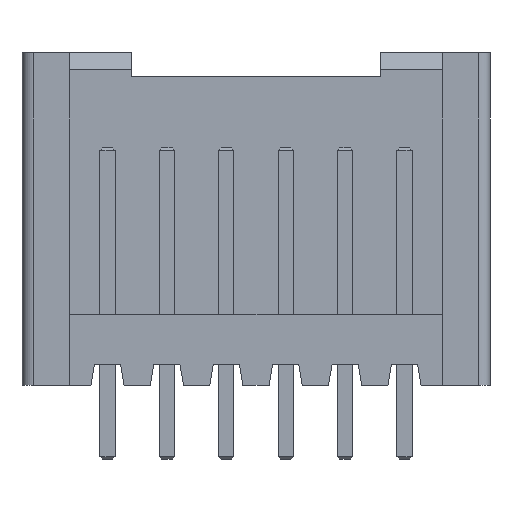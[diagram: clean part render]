
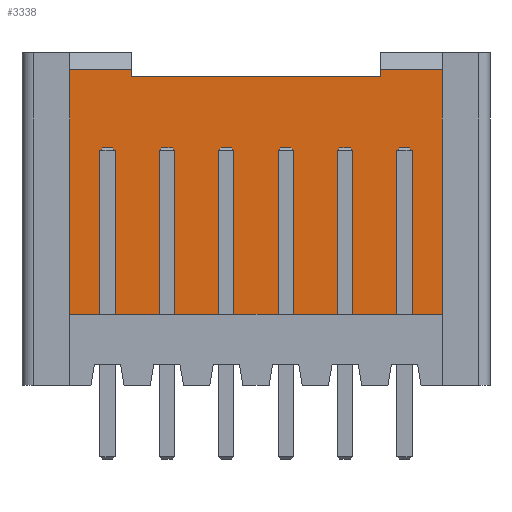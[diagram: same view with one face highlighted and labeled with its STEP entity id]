
A CAD part, front view. The second image highlights one B-rep face of the part: STEP entity #3338.
In plain terms, the highlighted planar face has unit normal (0, -1, 0).
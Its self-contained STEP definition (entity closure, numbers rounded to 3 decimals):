
#270 = PLANE('',#271);
#271 = AXIS2_PLACEMENT_3D('',#272,#273,#274);
#272 = CARTESIAN_POINT('',(15.3,3.1,13.65));
#273 = DIRECTION('',(0.,0.707,-0.707)
);
#274 = DIRECTION('',(1.,0.,0.));
#296 = PLANE('',#297);
#297 = AXIS2_PLACEMENT_3D('',#298,#299,#300);
#298 = CARTESIAN_POINT('',(1.,3.75,13.));
#299 = DIRECTION('',(-1.,0.,0.));
#300 = DIRECTION('',(0.,0.,1.));
#402 = PLANE('',#403);
#403 = AXIS2_PLACEMENT_3D('',#404,#405,#406);
#404 = CARTESIAN_POINT('',(11.5,3.75,13.));
#405 = DIRECTION('',(0.,0.,-1.));
#406 = DIRECTION('',(-1.,0.,0.));
#430 = PLANE('',#431);
#431 = AXIS2_PLACEMENT_3D('',#432,#433,#434);
#432 = CARTESIAN_POINT('',(11.5,3.75,14.));
#433 = DIRECTION('',(1.,0.,0.));
#434 = DIRECTION('',(0.,0.,-1.));
#1173 = VERTEX_POINT('',#1174);
#1174 = CARTESIAN_POINT('',(1.,2.75,13.));
#1195 = EDGE_CURVE('',#1173,#1196,#1198,.T.);
#1196 = VERTEX_POINT('',#1197);
#1197 = CARTESIAN_POINT('',(1.,2.75,13.3));
#1198 = SURFACE_CURVE('',#1199,(#1203,#1209),.PCURVE_S1.);
#1199 = LINE('',#1200,#1201);
#1200 = CARTESIAN_POINT('',(1.,2.75,13.5));
#1201 = VECTOR('',#1202,1.);
#1202 = DIRECTION('',(0.,0.,1.));
#1203 = PCURVE('',#296,#1204);
#1204 = DEFINITIONAL_REPRESENTATION('',(#1205),#1208);
#1205 = B_SPLINE_CURVE_WITH_KNOTS('',1,(#1206,#1207),.UNSPECIFIED.,.F.,
.F.,(2,2),(-0.6,0.6),.PIECEWISE_BEZIER_KNOTS.);
#1206 = CARTESIAN_POINT('',(-0.1,-1.));
#1207 = CARTESIAN_POINT('',(1.1,-1.));
#1208 = ( GEOMETRIC_REPRESENTATION_CONTEXT(2)
PARAMETRIC_REPRESENTATION_CONTEXT() REPRESENTATION_CONTEXT('2D SPACE',''
) );
#1209 = PCURVE('',#1210,#1215);
#1210 = PLANE('',#1211);
#1211 = AXIS2_PLACEMENT_3D('',#1212,#1213,#1214);
#1212 = CARTESIAN_POINT('',(15.3,2.75,14.));
#1213 = DIRECTION('',(0.,1.,0.));
#1214 = DIRECTION('',(-1.,0.,0.));
#1215 = DEFINITIONAL_REPRESENTATION('',(#1216),#1219);
#1216 = B_SPLINE_CURVE_WITH_KNOTS('',1,(#1217,#1218),.UNSPECIFIED.,.F.,
.F.,(2,2),(-0.6,0.6),.PIECEWISE_BEZIER_KNOTS.);
#1217 = CARTESIAN_POINT('',(14.3,-1.1));
#1218 = CARTESIAN_POINT('',(14.3,0.1));
#1219 = ( GEOMETRIC_REPRESENTATION_CONTEXT(2)
PARAMETRIC_REPRESENTATION_CONTEXT() REPRESENTATION_CONTEXT('2D SPACE',''
) );
#1247 = VERTEX_POINT('',#1248);
#1248 = CARTESIAN_POINT('',(-2.8,2.75,13.3));
#1269 = EDGE_CURVE('',#1196,#1247,#1270,.T.);
#1270 = SURFACE_CURVE('',#1271,(#1275,#1282),.PCURVE_S1.);
#1271 = LINE('',#1272,#1273);
#1272 = CARTESIAN_POINT('',(15.3,2.75,13.3));
#1273 = VECTOR('',#1274,1.);
#1274 = DIRECTION('',(-1.,0.,0.));
#1275 = PCURVE('',#270,#1276);
#1276 = DEFINITIONAL_REPRESENTATION('',(#1277),#1281);
#1277 = LINE('',#1278,#1279);
#1278 = CARTESIAN_POINT('',(-0.,0.495));
#1279 = VECTOR('',#1280,1.);
#1280 = DIRECTION('',(-1.,0.));
#1281 = ( GEOMETRIC_REPRESENTATION_CONTEXT(2)
PARAMETRIC_REPRESENTATION_CONTEXT() REPRESENTATION_CONTEXT('2D SPACE',''
) );
#1282 = PCURVE('',#1210,#1283);
#1283 = DEFINITIONAL_REPRESENTATION('',(#1284),#1288);
#1284 = LINE('',#1285,#1286);
#1285 = CARTESIAN_POINT('',(0.,-0.7));
#1286 = VECTOR('',#1287,1.);
#1287 = DIRECTION('',(1.,0.));
#1288 = ( GEOMETRIC_REPRESENTATION_CONTEXT(2)
PARAMETRIC_REPRESENTATION_CONTEXT() REPRESENTATION_CONTEXT('2D SPACE',''
) );
#1332 = PLANE('',#1333);
#1333 = AXIS2_PLACEMENT_3D('',#1334,#1335,#1336);
#1334 = CARTESIAN_POINT('',(-2.8,2.75,14.));
#1335 = DIRECTION('',(-1.,0.,0.));
#1336 = DIRECTION('',(0.,-1.,0.));
#1416 = PLANE('',#1417);
#1417 = AXIS2_PLACEMENT_3D('',#1418,#1419,#1420);
#1418 = CARTESIAN_POINT('',(6.25,0.,3.));
#1419 = DIRECTION('',(0.,0.,1.));
#1420 = DIRECTION('',(1.,0.,0.));
#3086 = PLANE('',#3087);
#3087 = AXIS2_PLACEMENT_3D('',#3088,#3089,#3090);
#3088 = CARTESIAN_POINT('',(15.3,3.1,13.65));
#3089 = DIRECTION('',(0.,0.707,-0.707
));
#3090 = DIRECTION('',(1.,0.,0.));
#3252 = VERTEX_POINT('',#3253);
#3253 = CARTESIAN_POINT('',(11.5,2.75,13.3));
#3272 = EDGE_CURVE('',#3252,#3273,#3275,.T.);
#3273 = VERTEX_POINT('',#3274);
#3274 = CARTESIAN_POINT('',(11.5,2.75,13.));
#3275 = SURFACE_CURVE('',#3276,(#3280,#3286),.PCURVE_S1.);
#3276 = LINE('',#3277,#3278);
#3277 = CARTESIAN_POINT('',(11.5,2.75,14.));
#3278 = VECTOR('',#3279,1.);
#3279 = DIRECTION('',(0.,0.,-1.));
#3280 = PCURVE('',#430,#3281);
#3281 = DEFINITIONAL_REPRESENTATION('',(#3282),#3285);
#3282 = B_SPLINE_CURVE_WITH_KNOTS('',1,(#3283,#3284),.UNSPECIFIED.,.F.,
.F.,(2,2),(-0.1,1.1),.PIECEWISE_BEZIER_KNOTS.);
#3283 = CARTESIAN_POINT('',(-0.1,-1.));
#3284 = CARTESIAN_POINT('',(1.1,-1.));
#3285 = ( GEOMETRIC_REPRESENTATION_CONTEXT(2)
PARAMETRIC_REPRESENTATION_CONTEXT() REPRESENTATION_CONTEXT('2D SPACE',''
) );
#3286 = PCURVE('',#1210,#3287);
#3287 = DEFINITIONAL_REPRESENTATION('',(#3288),#3291);
#3288 = B_SPLINE_CURVE_WITH_KNOTS('',1,(#3289,#3290),.UNSPECIFIED.,.F.,
.F.,(2,2),(-0.1,1.1),.PIECEWISE_BEZIER_KNOTS.);
#3289 = CARTESIAN_POINT('',(3.8,0.1));
#3290 = CARTESIAN_POINT('',(3.8,-1.1));
#3291 = ( GEOMETRIC_REPRESENTATION_CONTEXT(2)
PARAMETRIC_REPRESENTATION_CONTEXT() REPRESENTATION_CONTEXT('2D SPACE',''
) );
#3319 = EDGE_CURVE('',#3273,#1173,#3320,.T.);
#3320 = SURFACE_CURVE('',#3321,(#3325,#3331),.PCURVE_S1.);
#3321 = LINE('',#3322,#3323);
#3322 = CARTESIAN_POINT('',(13.4,2.75,13.));
#3323 = VECTOR('',#3324,1.);
#3324 = DIRECTION('',(-1.,0.,0.));
#3325 = PCURVE('',#402,#3326);
#3326 = DEFINITIONAL_REPRESENTATION('',(#3327),#3330);
#3327 = B_SPLINE_CURVE_WITH_KNOTS('',1,(#3328,#3329),.UNSPECIFIED.,.F.,
.F.,(2,2),(0.85,13.45),.PIECEWISE_BEZIER_KNOTS.);
#3328 = CARTESIAN_POINT('',(-1.05,-1.));
#3329 = CARTESIAN_POINT('',(11.55,-1.));
#3330 = ( GEOMETRIC_REPRESENTATION_CONTEXT(2)
PARAMETRIC_REPRESENTATION_CONTEXT() REPRESENTATION_CONTEXT('2D SPACE',''
) );
#3331 = PCURVE('',#1210,#3332);
#3332 = DEFINITIONAL_REPRESENTATION('',(#3333),#3336);
#3333 = B_SPLINE_CURVE_WITH_KNOTS('',1,(#3334,#3335),.UNSPECIFIED.,.F.,
.F.,(2,2),(0.85,13.45),.PIECEWISE_BEZIER_KNOTS.);
#3334 = CARTESIAN_POINT('',(2.75,-1.));
#3335 = CARTESIAN_POINT('',(15.35,-1.));
#3336 = ( GEOMETRIC_REPRESENTATION_CONTEXT(2)
PARAMETRIC_REPRESENTATION_CONTEXT() REPRESENTATION_CONTEXT('2D SPACE',''
) );
#3338 = ADVANCED_FACE('',(#3339),#1210,.F.);
#3339 = FACE_BOUND('',#3340,.F.);
#3340 = EDGE_LOOP('',(#3341,#3364,#3392,#3415,#3436,#3437,#3438,#3439));
#3341 = ORIENTED_EDGE('',*,*,#3342,.F.);
#3342 = EDGE_CURVE('',#3343,#3252,#3345,.T.);
#3343 = VERTEX_POINT('',#3344);
#3344 = CARTESIAN_POINT('',(15.3,2.75,13.3));
#3345 = SURFACE_CURVE('',#3346,(#3350,#3357),.PCURVE_S1.);
#3346 = LINE('',#3347,#3348);
#3347 = CARTESIAN_POINT('',(15.3,2.75,13.3));
#3348 = VECTOR('',#3349,1.);
#3349 = DIRECTION('',(-1.,0.,0.));
#3350 = PCURVE('',#1210,#3351);
#3351 = DEFINITIONAL_REPRESENTATION('',(#3352),#3356);
#3352 = LINE('',#3353,#3354);
#3353 = CARTESIAN_POINT('',(0.,-0.7));
#3354 = VECTOR('',#3355,1.);
#3355 = DIRECTION('',(1.,0.));
#3356 = ( GEOMETRIC_REPRESENTATION_CONTEXT(2)
PARAMETRIC_REPRESENTATION_CONTEXT() REPRESENTATION_CONTEXT('2D SPACE',''
) );
#3357 = PCURVE('',#3086,#3358);
#3358 = DEFINITIONAL_REPRESENTATION('',(#3359),#3363);
#3359 = LINE('',#3360,#3361);
#3360 = CARTESIAN_POINT('',(-0.,0.495));
#3361 = VECTOR('',#3362,1.);
#3362 = DIRECTION('',(-1.,0.));
#3363 = ( GEOMETRIC_REPRESENTATION_CONTEXT(2)
PARAMETRIC_REPRESENTATION_CONTEXT() REPRESENTATION_CONTEXT('2D SPACE',''
) );
#3364 = ORIENTED_EDGE('',*,*,#3365,.T.);
#3365 = EDGE_CURVE('',#3343,#3366,#3368,.T.);
#3366 = VERTEX_POINT('',#3367);
#3367 = CARTESIAN_POINT('',(15.3,2.75,3.));
#3368 = SURFACE_CURVE('',#3369,(#3373,#3380),.PCURVE_S1.);
#3369 = LINE('',#3370,#3371);
#3370 = CARTESIAN_POINT('',(15.3,2.75,14.));
#3371 = VECTOR('',#3372,1.);
#3372 = DIRECTION('',(-0.,-0.,-1.));
#3373 = PCURVE('',#1210,#3374);
#3374 = DEFINITIONAL_REPRESENTATION('',(#3375),#3379);
#3375 = LINE('',#3376,#3377);
#3376 = CARTESIAN_POINT('',(0.,0.));
#3377 = VECTOR('',#3378,1.);
#3378 = DIRECTION('',(0.,-1.));
#3379 = ( GEOMETRIC_REPRESENTATION_CONTEXT(2)
PARAMETRIC_REPRESENTATION_CONTEXT() REPRESENTATION_CONTEXT('2D SPACE',''
) );
#3380 = PCURVE('',#3381,#3386);
#3381 = PLANE('',#3382);
#3382 = AXIS2_PLACEMENT_3D('',#3383,#3384,#3385);
#3383 = CARTESIAN_POINT('',(15.3,-2.75,14.));
#3384 = DIRECTION('',(1.,0.,0.));
#3385 = DIRECTION('',(0.,1.,0.));
#3386 = DEFINITIONAL_REPRESENTATION('',(#3387),#3391);
#3387 = LINE('',#3388,#3389);
#3388 = CARTESIAN_POINT('',(5.5,0.));
#3389 = VECTOR('',#3390,1.);
#3390 = DIRECTION('',(0.,-1.));
#3391 = ( GEOMETRIC_REPRESENTATION_CONTEXT(2)
PARAMETRIC_REPRESENTATION_CONTEXT() REPRESENTATION_CONTEXT('2D SPACE',''
) );
#3392 = ORIENTED_EDGE('',*,*,#3393,.T.);
#3393 = EDGE_CURVE('',#3366,#3394,#3396,.T.);
#3394 = VERTEX_POINT('',#3395);
#3395 = CARTESIAN_POINT('',(-2.8,2.75,3.));
#3396 = SURFACE_CURVE('',#3397,(#3401,#3408),.PCURVE_S1.);
#3397 = LINE('',#3398,#3399);
#3398 = CARTESIAN_POINT('',(15.3,2.75,3.));
#3399 = VECTOR('',#3400,1.);
#3400 = DIRECTION('',(-1.,0.,0.));
#3401 = PCURVE('',#1210,#3402);
#3402 = DEFINITIONAL_REPRESENTATION('',(#3403),#3407);
#3403 = LINE('',#3404,#3405);
#3404 = CARTESIAN_POINT('',(0.,-11.));
#3405 = VECTOR('',#3406,1.);
#3406 = DIRECTION('',(1.,0.));
#3407 = ( GEOMETRIC_REPRESENTATION_CONTEXT(2)
PARAMETRIC_REPRESENTATION_CONTEXT() REPRESENTATION_CONTEXT('2D SPACE',''
) );
#3408 = PCURVE('',#1416,#3409);
#3409 = DEFINITIONAL_REPRESENTATION('',(#3410),#3414);
#3410 = LINE('',#3411,#3412);
#3411 = CARTESIAN_POINT('',(9.05,2.75));
#3412 = VECTOR('',#3413,1.);
#3413 = DIRECTION('',(-1.,0.));
#3414 = ( GEOMETRIC_REPRESENTATION_CONTEXT(2)
PARAMETRIC_REPRESENTATION_CONTEXT() REPRESENTATION_CONTEXT('2D SPACE',''
) );
#3415 = ORIENTED_EDGE('',*,*,#3416,.F.);
#3416 = EDGE_CURVE('',#1247,#3394,#3417,.T.);
#3417 = SURFACE_CURVE('',#3418,(#3422,#3429),.PCURVE_S1.);
#3418 = LINE('',#3419,#3420);
#3419 = CARTESIAN_POINT('',(-2.8,2.75,14.));
#3420 = VECTOR('',#3421,1.);
#3421 = DIRECTION('',(-0.,-0.,-1.));
#3422 = PCURVE('',#1210,#3423);
#3423 = DEFINITIONAL_REPRESENTATION('',(#3424),#3428);
#3424 = LINE('',#3425,#3426);
#3425 = CARTESIAN_POINT('',(18.1,0.));
#3426 = VECTOR('',#3427,1.);
#3427 = DIRECTION('',(0.,-1.));
#3428 = ( GEOMETRIC_REPRESENTATION_CONTEXT(2)
PARAMETRIC_REPRESENTATION_CONTEXT() REPRESENTATION_CONTEXT('2D SPACE',''
) );
#3429 = PCURVE('',#1332,#3430);
#3430 = DEFINITIONAL_REPRESENTATION('',(#3431),#3435);
#3431 = LINE('',#3432,#3433);
#3432 = CARTESIAN_POINT('',(0.,0.));
#3433 = VECTOR('',#3434,1.);
#3434 = DIRECTION('',(0.,-1.));
#3435 = ( GEOMETRIC_REPRESENTATION_CONTEXT(2)
PARAMETRIC_REPRESENTATION_CONTEXT() REPRESENTATION_CONTEXT('2D SPACE',''
) );
#3436 = ORIENTED_EDGE('',*,*,#1269,.F.);
#3437 = ORIENTED_EDGE('',*,*,#1195,.F.);
#3438 = ORIENTED_EDGE('',*,*,#3319,.F.);
#3439 = ORIENTED_EDGE('',*,*,#3272,.F.);
